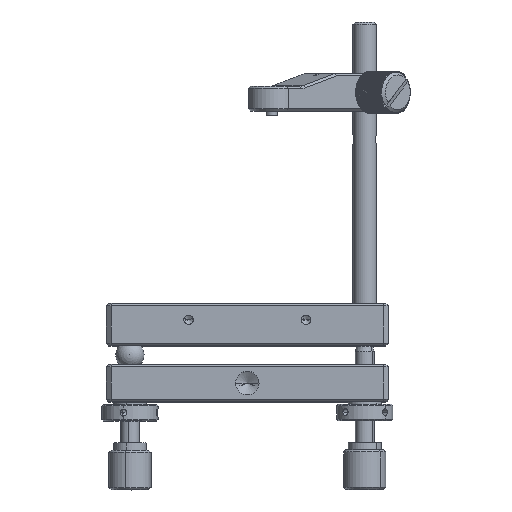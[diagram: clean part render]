
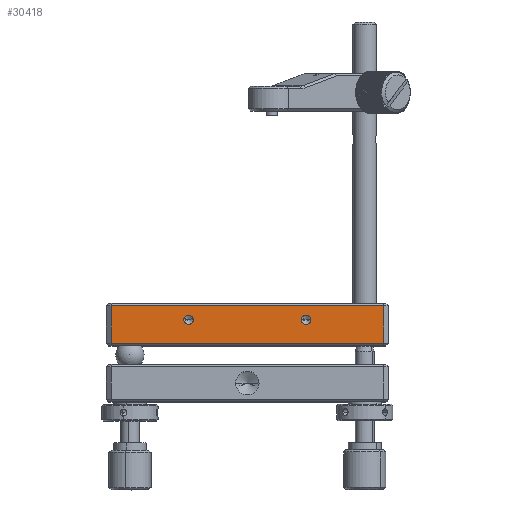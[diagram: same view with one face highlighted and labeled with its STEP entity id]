
A CAD part, top view. The second image highlights one B-rep face of the part: STEP entity #30418.
In plain terms, the highlighted planar face has unit normal (0, 0, 1).
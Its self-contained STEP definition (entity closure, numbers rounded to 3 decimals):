
#1000 = ORIENTED_EDGE ( 'NONE', *, *, #9470, .F. ) ;
#1245 = VERTEX_POINT ( 'NONE', #11652 ) ;
#3310 = DIRECTION ( 'NONE',  ( 0., 1., 0. ) ) ;
#3812 = DIRECTION ( 'NONE',  ( 0., 0., -1. ) ) ;
#3846 = DIRECTION ( 'NONE',  ( 1., 0., 0. ) ) ;
#4460 = CARTESIAN_POINT ( 'NONE',  ( 8.65, 10.962, 90. ) ) ;
#5051 = CARTESIAN_POINT ( 'NONE',  ( -33.85, 13.962, 90. ) ) ;
#5424 = CARTESIAN_POINT ( 'NONE',  ( -33.85, 14.462, 90. ) ) ;
#5513 = CIRCLE ( 'NONE', #32405, 1. ) ;
#6150 = VECTOR ( 'NONE', #7804, 1000. ) ;
#6174 = EDGE_LOOP ( 'NONE', ( #24958, #23344 ) ) ;
#6256 = DIRECTION ( 'NONE',  ( 0., 0., 1. ) ) ;
#6628 = CARTESIAN_POINT ( 'NONE',  ( -33.85, 13.962, 90. ) ) ;
#6778 = CARTESIAN_POINT ( 'NONE',  ( 6.65, 10.962, 90. ) ) ;
#6898 = VERTEX_POINT ( 'NONE', #5051 ) ;
#7045 = VERTEX_POINT ( 'NONE', #4460 ) ;
#7640 = CARTESIAN_POINT ( 'NONE',  ( -34.85, 5.962, 90. ) ) ;
#7804 = DIRECTION ( 'NONE',  ( 1., 0., 0. ) ) ;
#7821 = EDGE_CURVE ( 'NONE', #6898, #1245, #13327, .T. ) ;
#7893 = CARTESIAN_POINT ( 'NONE',  ( 7.65, 10.962, 90. ) ) ;
#8315 = EDGE_CURVE ( 'NONE', #10952, #26050, #31852, .T. ) ;
#8559 = DIRECTION ( 'NONE',  ( 0., -1., 0. ) ) ;
#8845 = VECTOR ( 'NONE', #8559, 1000. ) ;
#9322 = EDGE_CURVE ( 'NONE', #33872, #7045, #10539, .T. ) ;
#9470 = EDGE_CURVE ( 'NONE', #31503, #32914, #5513, .T. ) ;
#10539 = CIRCLE ( 'NONE', #11732, 1. ) ;
#10952 = VERTEX_POINT ( 'NONE', #18845 ) ;
#11006 = DIRECTION ( 'NONE',  ( 1., 0., 0. ) ) ;
#11652 = CARTESIAN_POINT ( 'NONE',  ( -33.85, 5.962, 90. ) ) ;
#11732 = AXIS2_PLACEMENT_3D ( 'NONE', #13045, #29511, #24020 ) ;
#11850 = ORIENTED_EDGE ( 'NONE', *, *, #7821, .T. ) ;
#12621 = DIRECTION ( 'NONE',  ( -1., 0., 0. ) ) ;
#12695 = EDGE_CURVE ( 'NONE', #1245, #10952, #26865, .T. ) ;
#13045 = CARTESIAN_POINT ( 'NONE',  ( 7.65, 10.962, 90. ) ) ;
#13162 = AXIS2_PLACEMENT_3D ( 'NONE', #7893, #19080, #22168 ) ;
#13327 = LINE ( 'NONE', #5424, #8845 ) ;
#13545 = EDGE_CURVE ( 'NONE', #32914, #31503, #29467, .T. ) ;
#15026 = ORIENTED_EDGE ( 'NONE', *, *, #8315, .T. ) ;
#17796 = DIRECTION ( 'NONE',  ( -1., 0., 0. ) ) ;
#18008 = VECTOR ( 'NONE', #17796, 1000. ) ;
#18673 = EDGE_LOOP ( 'NONE', ( #1000, #27148 ) ) ;
#18845 = CARTESIAN_POINT ( 'NONE',  ( 24.15, 5.962, 90. ) ) ;
#19080 = DIRECTION ( 'NONE',  ( 0., 0., 1. ) ) ;
#19090 = CARTESIAN_POINT ( 'NONE',  ( -17.35, 10.962, 90. ) ) ;
#19256 = DIRECTION ( 'NONE',  ( 0., 0., 1. ) ) ;
#20486 = FACE_BOUND ( 'NONE', #18673, .T. ) ;
#21952 = AXIS2_PLACEMENT_3D ( 'NONE', #19090, #19256, #11006 ) ;
#22168 = DIRECTION ( 'NONE',  ( 1., 0., 0. ) ) ;
#23088 = AXIS2_PLACEMENT_3D ( 'NONE', #26175, #3812, #12621 ) ;
#23344 = ORIENTED_EDGE ( 'NONE', *, *, #9322, .F. ) ;
#23579 = FACE_BOUND ( 'NONE', #6174, .T. ) ;
#24020 = DIRECTION ( 'NONE',  ( 1., 0., 0. ) ) ;
#24085 = ORIENTED_EDGE ( 'NONE', *, *, #12695, .T. ) ;
#24471 = EDGE_LOOP ( 'NONE', ( #11850, #24085, #15026, #24734 ) ) ;
#24734 = ORIENTED_EDGE ( 'NONE', *, *, #32310, .T. ) ;
#24958 = ORIENTED_EDGE ( 'NONE', *, *, #26117, .F. ) ;
#26050 = VERTEX_POINT ( 'NONE', #27120 ) ;
#26117 = EDGE_CURVE ( 'NONE', #7045, #33872, #30081, .T. ) ;
#26175 = CARTESIAN_POINT ( 'NONE',  ( -34.85, 14.462, 90. ) ) ;
#26195 = CARTESIAN_POINT ( 'NONE',  ( 24.15, 14.462, 90. ) ) ;
#26865 = LINE ( 'NONE', #7640, #6150 ) ;
#27120 = CARTESIAN_POINT ( 'NONE',  ( 24.15, 13.962, 90. ) ) ;
#27148 = ORIENTED_EDGE ( 'NONE', *, *, #13545, .F. ) ;
#27979 = CARTESIAN_POINT ( 'NONE',  ( -18.35, 10.962, 90. ) ) ;
#29467 = CIRCLE ( 'NONE', #21952, 1. ) ;
#29511 = DIRECTION ( 'NONE',  ( 0., 0., 1. ) ) ;
#30081 = CIRCLE ( 'NONE', #13162, 1. ) ;
#30418 = ADVANCED_FACE ( 'NONE', ( #20486, #23579, #34743 ), #32020, .F. ) ;
#31500 = CARTESIAN_POINT ( 'NONE',  ( -17.35, 10.962, 90. ) ) ;
#31503 = VERTEX_POINT ( 'NONE', #31667 ) ;
#31573 = VECTOR ( 'NONE', #3310, 1000. ) ;
#31667 = CARTESIAN_POINT ( 'NONE',  ( -16.35, 10.962, 90. ) ) ;
#31852 = LINE ( 'NONE', #26195, #31573 ) ;
#32020 = PLANE ( 'NONE',  #23088 ) ;
#32310 = EDGE_CURVE ( 'NONE', #26050, #6898, #34624, .T. ) ;
#32405 = AXIS2_PLACEMENT_3D ( 'NONE', #31500, #6256, #3846 ) ;
#32914 = VERTEX_POINT ( 'NONE', #27979 ) ;
#33872 = VERTEX_POINT ( 'NONE', #6778 ) ;
#34624 = LINE ( 'NONE', #6628, #18008 ) ;
#34743 = FACE_OUTER_BOUND ( 'NONE', #24471, .T. ) ;
